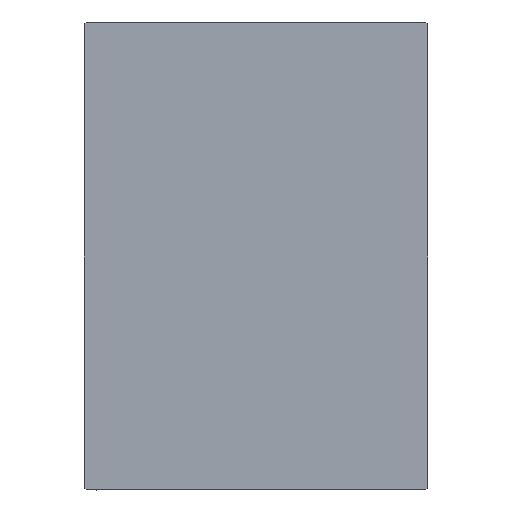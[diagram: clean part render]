
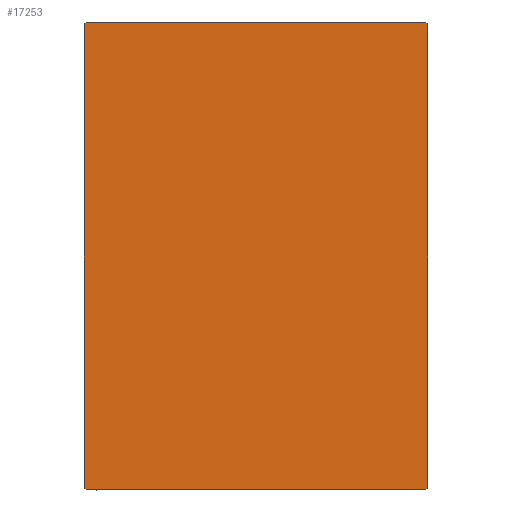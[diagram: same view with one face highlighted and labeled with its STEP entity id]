
A CAD part, left-side view. The second image highlights one B-rep face of the part: STEP entity #17253.
In plain terms, the highlighted face is planar.
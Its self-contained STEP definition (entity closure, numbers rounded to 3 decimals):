
#966 = DIRECTION ( 'NONE',  ( 0., 0., 1. ) ) ;
#3874 = CARTESIAN_POINT ( 'NONE',  ( 75., 27.5, 37.5 ) ) ;
#4302 = ORIENTED_EDGE ( 'NONE', *, *, #27350, .T. ) ;
#4398 = CARTESIAN_POINT ( 'NONE',  ( 75., -27.2, -37.5 ) ) ;
#4626 = LINE ( 'NONE', #18018, #20488 ) ;
#4706 = LINE ( 'NONE', #40761, #21425 ) ;
#7231 = CARTESIAN_POINT ( 'NONE',  ( 75., 0., 0. ) ) ;
#8259 = LINE ( 'NONE', #24530, #18637 ) ;
#8712 = LINE ( 'NONE', #11785, #8755 ) ;
#8725 = AXIS2_PLACEMENT_3D ( 'NONE', #7231, #40215, #20632 ) ;
#8755 = VECTOR ( 'NONE', #15084, 1000. ) ;
#9919 = EDGE_CURVE ( 'NONE', #13214, #16977, #4626, .T. ) ;
#11539 = ORIENTED_EDGE ( 'NONE', *, *, #21590, .T. ) ;
#11688 = VECTOR ( 'NONE', #17263, 1000. ) ;
#11763 = LINE ( 'NONE', #24952, #17916 ) ;
#11785 = CARTESIAN_POINT ( 'NONE',  ( 75., -27.5, 37.5 ) ) ;
#11948 = CARTESIAN_POINT ( 'NONE',  ( 75., 27.2, -37.5 ) ) ;
#12230 = VECTOR ( 'NONE', #19305, 1000. ) ;
#13214 = VERTEX_POINT ( 'NONE', #11948 ) ;
#15084 = DIRECTION ( 'NONE',  ( 0., 0., -1. ) ) ;
#15357 = VERTEX_POINT ( 'NONE', #20218 ) ;
#15404 = LINE ( 'NONE', #15848, #39634 ) ;
#15848 = CARTESIAN_POINT ( 'NONE',  ( 75., -32.35, -32.35 ) ) ;
#15903 = ORIENTED_EDGE ( 'NONE', *, *, #19517, .T. ) ;
#16059 = CARTESIAN_POINT ( 'NONE',  ( 75., 27.2, 37.5 ) ) ;
#16957 = ORIENTED_EDGE ( 'NONE', *, *, #25222, .T. ) ;
#16977 = VERTEX_POINT ( 'NONE', #43178 ) ;
#17159 = ORIENTED_EDGE ( 'NONE', *, *, #9919, .T. ) ;
#17253 = ADVANCED_FACE ( 'NONE', ( #37349 ), #20414, .T. ) ;
#17263 = DIRECTION ( 'NONE',  ( 0., -1., 0. ) ) ;
#17916 = VECTOR ( 'NONE', #21446, 1000. ) ;
#18018 = CARTESIAN_POINT ( 'NONE',  ( 75., 32.35, -32.35 ) ) ;
#18637 = VECTOR ( 'NONE', #34868, 1000. ) ;
#19243 = EDGE_CURVE ( 'NONE', #22156, #38460, #11763, .T. ) ;
#19305 = DIRECTION ( 'NONE',  ( 0., -0.707, -0.707 ) ) ;
#19517 = EDGE_CURVE ( 'NONE', #16977, #22156, #4706, .T. ) ;
#20218 = CARTESIAN_POINT ( 'NONE',  ( 75., -27.2, 37.5 ) ) ;
#20319 = CARTESIAN_POINT ( 'NONE',  ( 75., -27.5, -37.2 ) ) ;
#20414 = PLANE ( 'NONE',  #8725 ) ;
#20488 = VECTOR ( 'NONE', #31432, 1000. ) ;
#20632 = DIRECTION ( 'NONE',  ( 0., 0., -1. ) ) ;
#21150 = EDGE_CURVE ( 'NONE', #15357, #26939, #29634, .T. ) ;
#21185 = ORIENTED_EDGE ( 'NONE', *, *, #21150, .T. ) ;
#21425 = VECTOR ( 'NONE', #966, 1000. ) ;
#21446 = DIRECTION ( 'NONE',  ( 0., -0.707, 0.707 ) ) ;
#21590 = EDGE_CURVE ( 'NONE', #29059, #31342, #15404, .T. ) ;
#21862 = EDGE_CURVE ( 'NONE', #26939, #29059, #8712, .T. ) ;
#22156 = VERTEX_POINT ( 'NONE', #40782 ) ;
#23850 = LINE ( 'NONE', #3874, #11688 ) ;
#24530 = CARTESIAN_POINT ( 'NONE',  ( 75., -27.5, -37.5 ) ) ;
#24952 = CARTESIAN_POINT ( 'NONE',  ( 75., 32.35, 32.35 ) ) ;
#25222 = EDGE_CURVE ( 'NONE', #31342, #13214, #8259, .T. ) ;
#26227 = ORIENTED_EDGE ( 'NONE', *, *, #19243, .T. ) ;
#26939 = VERTEX_POINT ( 'NONE', #43276 ) ;
#27350 = EDGE_CURVE ( 'NONE', #38460, #15357, #23850, .T. ) ;
#29037 = DIRECTION ( 'NONE',  ( 0., 0.707, -0.707 ) ) ;
#29059 = VERTEX_POINT ( 'NONE', #20319 ) ;
#29634 = LINE ( 'NONE', #36010, #12230 ) ;
#31342 = VERTEX_POINT ( 'NONE', #4398 ) ;
#31432 = DIRECTION ( 'NONE',  ( 0., 0.707, 0.707 ) ) ;
#34868 = DIRECTION ( 'NONE',  ( 0., 1., 0. ) ) ;
#35045 = ORIENTED_EDGE ( 'NONE', *, *, #21862, .T. ) ;
#35050 = EDGE_LOOP ( 'NONE', ( #16957, #17159, #15903, #26227, #4302, #21185, #35045, #11539 ) ) ;
#36010 = CARTESIAN_POINT ( 'NONE',  ( 75., -32.35, 32.35 ) ) ;
#37349 = FACE_OUTER_BOUND ( 'NONE', #35050, .T. ) ;
#38460 = VERTEX_POINT ( 'NONE', #16059 ) ;
#39634 = VECTOR ( 'NONE', #29037, 1000. ) ;
#40215 = DIRECTION ( 'NONE',  ( 1., 0., 0. ) ) ;
#40761 = CARTESIAN_POINT ( 'NONE',  ( 75., 27.5, -37.5 ) ) ;
#40782 = CARTESIAN_POINT ( 'NONE',  ( 75., 27.5, 37.2 ) ) ;
#43178 = CARTESIAN_POINT ( 'NONE',  ( 75., 27.5, -37.2 ) ) ;
#43276 = CARTESIAN_POINT ( 'NONE',  ( 75., -27.5, 37.2 ) ) ;
